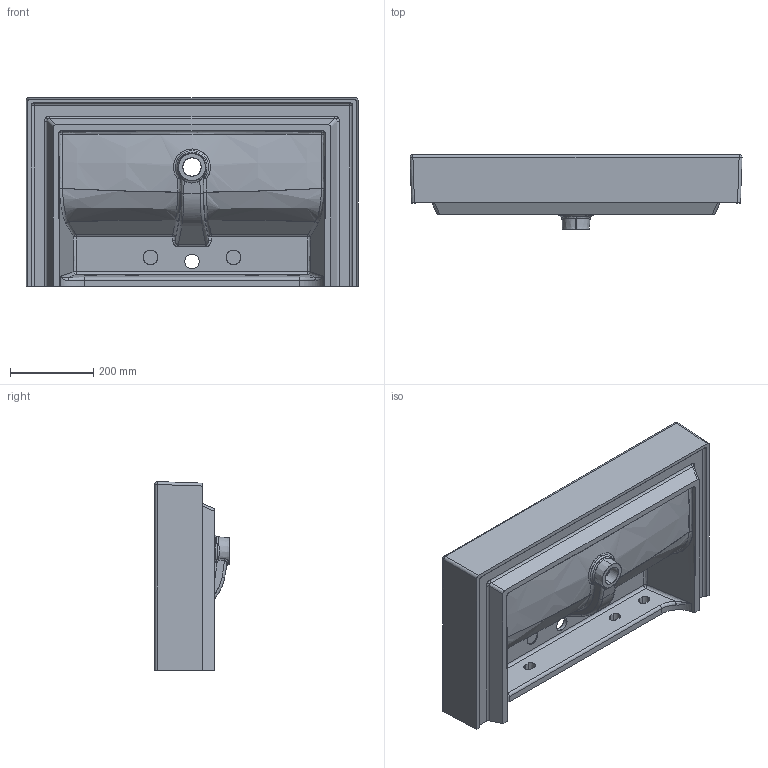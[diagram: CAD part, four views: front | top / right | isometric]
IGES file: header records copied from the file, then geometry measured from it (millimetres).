
Start section: SolidWorks IGES file using analytic representation for surfaces
Global section: file name: VELCA80.IGS; native system: SolidWorks 2013; preprocessor: SolidWorks 2013; author: UTENTE 1; date: 141013.173056; units: millimetre
Bounding box: 799.49 x 180.23 x 454.75 mm (x, y, z)
Surface area: 1293206.2 mm2 (no closed solid volume)
Topology: 0 solids, 0 shells, 200 faces, 3744 edges, 4208 vertices
Faces by surface type: bspline 127, revolution 73
